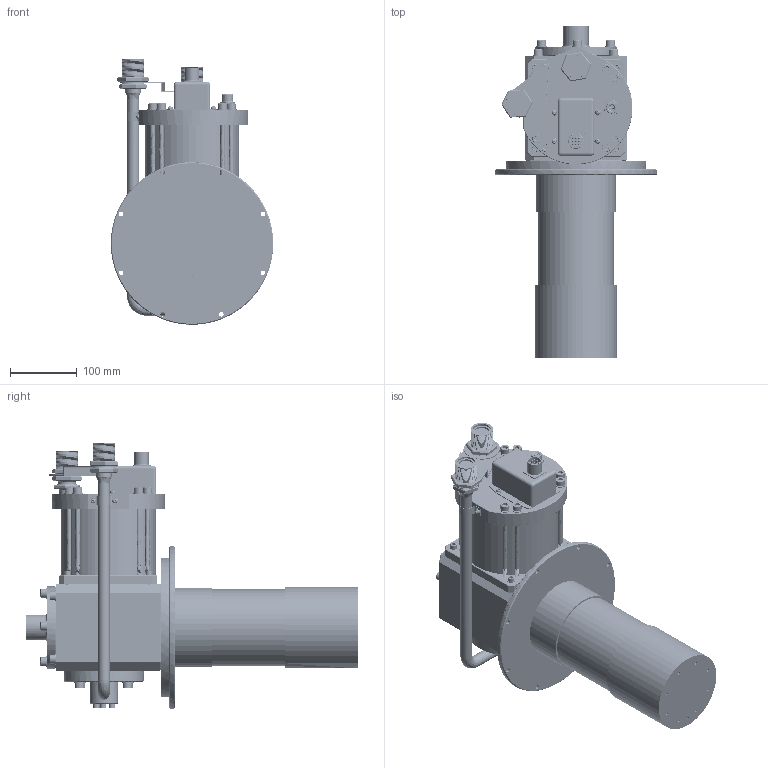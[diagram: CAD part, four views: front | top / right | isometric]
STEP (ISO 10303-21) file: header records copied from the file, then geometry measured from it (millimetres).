
FILE_DESCRIPTION(('FreeCAD Model'),'2;1');
FILE_NAME('Open CASCADE Shape Model','2025-04-27T09:24:49',('FreeCAD'),( 'FreeCAD'),'Open CASCADE STEP processor 7.6','FreeCAD','Unknown');
FILE_SCHEMA(('AUTOMOTIVE_DESIGN { 1 0 10303 214 1 1 1 1 }'));
Products named in the file (1): Open CASCADE STEP translator 7.6 1
Bounding box: 243.57 x 497.89 x 398.31 mm (x, y, z)
Volume: 10135280.1 mm3; surface area: 881275.3 mm2
Topology: 49 solids, 50 shells, 3078 faces, 7702 edges, 4863 vertices
Faces by surface type: bspline 3078
Entity records: 173501 total; most frequent: CARTESIAN_POINT 131203, ORIENTED_EDGE 15396, EDGE_CURVE 7698, VERTEX_POINT 4863, B_SPLINE_CURVE_WITH_KNOTS 3728, FACE_BOUND 3311, EDGE_LOOP 3311, ADVANCED_FACE 3078
